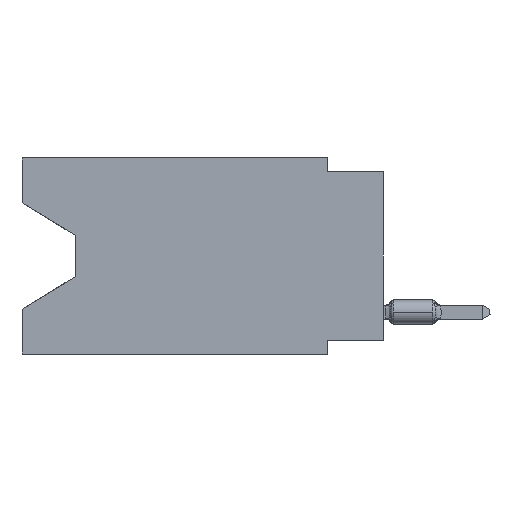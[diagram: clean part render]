
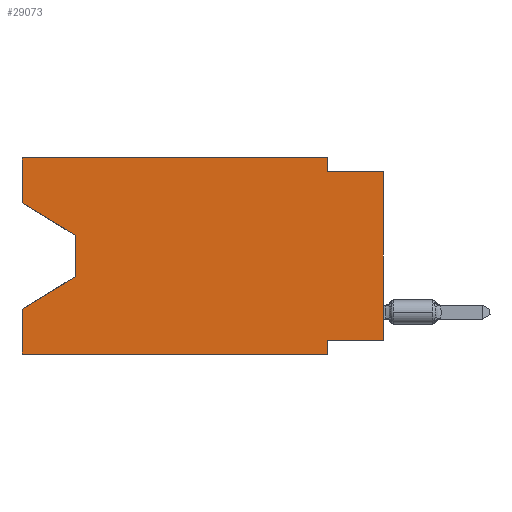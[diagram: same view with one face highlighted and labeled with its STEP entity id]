
A CAD part, left-side view. The second image highlights one B-rep face of the part: STEP entity #29073.
In plain terms, the highlighted planar face has unit normal (-1, 0, 0).
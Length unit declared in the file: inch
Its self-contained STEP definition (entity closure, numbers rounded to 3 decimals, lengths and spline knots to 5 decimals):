
#62 = EDGE_CURVE ( 'NONE', #15682, #17111, #19527, .T. ) ;
#467 = CARTESIAN_POINT ( 'NONE',  ( 0., 0.645, -0.35 ) ) ;
#585 = DIRECTION ( 'NONE',  ( 0., -1., 0. ) ) ;
#659 = CARTESIAN_POINT ( 'NONE',  ( 0., 0., -0.025 ) ) ;
#819 = ORIENTED_EDGE ( 'NONE', *, *, #23925, .F. ) ;
#999 = EDGE_CURVE ( 'NONE', #34544, #20090, #1534, .T. ) ;
#1233 = ORIENTED_EDGE ( 'NONE', *, *, #17896, .F. ) ;
#1454 = CARTESIAN_POINT ( 'NONE',  ( 0., 0.1, 0. ) ) ;
#1494 = VECTOR ( 'NONE', #17694, 39.37008 ) ;
#1534 = LINE ( 'NONE', #28034, #13655 ) ;
#1788 = EDGE_CURVE ( 'NONE', #24783, #31533, #14621, .T. ) ;
#1985 = CARTESIAN_POINT ( 'NONE',  ( 0., 0.55, -0.138 ) ) ;
#2707 = VECTOR ( 'NONE', #18959, 39.37008 ) ;
#2777 = DIRECTION ( 'NONE',  ( 0., 0., -1. ) ) ;
#2926 = EDGE_CURVE ( 'NONE', #23781, #5050, #16222, .T. ) ;
#2984 = VECTOR ( 'NONE', #12673, 39.37008 ) ;
#3118 = EDGE_CURVE ( 'NONE', #34870, #17601, #23610, .T. ) ;
#3688 = DIRECTION ( 'NONE',  ( 0., 0., 1. ) ) ;
#4709 = LINE ( 'NONE', #23564, #1494 ) ;
#4787 = ORIENTED_EDGE ( 'NONE', *, *, #9173, .F. ) ;
#5012 = PLANE ( 'NONE',  #13216 ) ;
#5050 = VERTEX_POINT ( 'NONE', #1985 ) ;
#5473 = ORIENTED_EDGE ( 'NONE', *, *, #999, .F. ) ;
#5540 = FACE_OUTER_BOUND ( 'NONE', #10821, .T. ) ;
#5752 = VECTOR ( 'NONE', #21852, 39.37008 ) ;
#5842 = VECTOR ( 'NONE', #9925, 39.37008 ) ;
#5990 = ORIENTED_EDGE ( 'NONE', *, *, #1788, .F. ) ;
#6057 = EDGE_CURVE ( 'NONE', #31533, #9142, #22986, .T. ) ;
#6083 = CARTESIAN_POINT ( 'NONE',  ( 0., 0.645, 0. ) ) ;
#6259 = LINE ( 'NONE', #6083, #14099 ) ;
#7387 = CARTESIAN_POINT ( 'NONE',  ( 0., 0.1, -0.325 ) ) ;
#7985 = VECTOR ( 'NONE', #585, 39.37008 ) ;
#8238 = CARTESIAN_POINT ( 'NONE',  ( 0., 0.645, -0.08025 ) ) ;
#9142 = VERTEX_POINT ( 'NONE', #21626 ) ;
#9173 = EDGE_CURVE ( 'NONE', #15682, #34870, #10429, .T. ) ;
#9925 = DIRECTION ( 'NONE',  ( 0., 0., -1. ) ) ;
#10102 = ORIENTED_EDGE ( 'NONE', *, *, #62, .T. ) ;
#10115 = CARTESIAN_POINT ( 'NONE',  ( 0., 0.1, 0. ) ) ;
#10429 = LINE ( 'NONE', #10961, #2707 ) ;
#10821 = EDGE_LOOP ( 'NONE', ( #19750, #21527, #30378, #5473, #18109, #18405, #4787, #10102, #1233, #16610, #5990, #819 ) ) ;
#10961 = CARTESIAN_POINT ( 'NONE',  ( 0., 0., -0.325 ) ) ;
#11315 = DIRECTION ( 'NONE',  ( 0., -1., 0. ) ) ;
#12274 = VECTOR ( 'NONE', #11315, 39.37008 ) ;
#12673 = DIRECTION ( 'NONE',  ( 0., 0., -1. ) ) ;
#13007 = CARTESIAN_POINT ( 'NONE',  ( 0., 0.645, 0. ) ) ;
#13216 = AXIS2_PLACEMENT_3D ( 'NONE', #13007, #21191, #21542 ) ;
#13655 = VECTOR ( 'NONE', #3688, 39.37008 ) ;
#14099 = VECTOR ( 'NONE', #16579, 39.37008 ) ;
#14332 = VECTOR ( 'NONE', #24423, 39.37008 ) ;
#14362 = DIRECTION ( 'NONE',  ( 0., 0., 1. ) ) ;
#14621 = LINE ( 'NONE', #16942, #7985 ) ;
#15682 = VERTEX_POINT ( 'NONE', #29278 ) ;
#16124 = LINE ( 'NONE', #467, #12274 ) ;
#16222 = LINE ( 'NONE', #8238, #14332 ) ;
#16274 = CARTESIAN_POINT ( 'NONE',  ( 0., 0.55, -0.138 ) ) ;
#16351 = CARTESIAN_POINT ( 'NONE',  ( 0., 0., -0.025 ) ) ;
#16579 = DIRECTION ( 'NONE',  ( 0., 0., 1. ) ) ;
#16610 = ORIENTED_EDGE ( 'NONE', *, *, #6057, .F. ) ;
#16942 = CARTESIAN_POINT ( 'NONE',  ( 0., 0.645, 0. ) ) ;
#17111 = VERTEX_POINT ( 'NONE', #659 ) ;
#17576 = CARTESIAN_POINT ( 'NONE',  ( 0., 0.55, -0.212 ) ) ;
#17601 = VERTEX_POINT ( 'NONE', #20694 ) ;
#17694 = DIRECTION ( 'NONE',  ( 0., 0.855, -0.519 ) ) ;
#17896 = EDGE_CURVE ( 'NONE', #9142, #17111, #32501, .T. ) ;
#18109 = ORIENTED_EDGE ( 'NONE', *, *, #33432, .T. ) ;
#18405 = ORIENTED_EDGE ( 'NONE', *, *, #3118, .F. ) ;
#18959 = DIRECTION ( 'NONE',  ( 0., 1., 0. ) ) ;
#19527 = LINE ( 'NONE', #30354, #26475 ) ;
#19750 = ORIENTED_EDGE ( 'NONE', *, *, #2926, .T. ) ;
#20090 = VERTEX_POINT ( 'NONE', #20726 ) ;
#20694 = CARTESIAN_POINT ( 'NONE',  ( 0., 0.1, -0.35 ) ) ;
#20726 = CARTESIAN_POINT ( 'NONE',  ( 0., 0.645, -0.26975 ) ) ;
#21191 = DIRECTION ( 'NONE',  ( 1., 0., 0. ) ) ;
#21527 = ORIENTED_EDGE ( 'NONE', *, *, #25898, .T. ) ;
#21542 = DIRECTION ( 'NONE',  ( 0., 0., -1. ) ) ;
#21626 = CARTESIAN_POINT ( 'NONE',  ( 0., 0.1, -0.025 ) ) ;
#21852 = DIRECTION ( 'NONE',  ( 0., -1., 0. ) ) ;
#22212 = EDGE_CURVE ( 'NONE', #32715, #20090, #4709, .T. ) ;
#22986 = LINE ( 'NONE', #1454, #2984 ) ;
#23438 = CARTESIAN_POINT ( 'NONE',  ( 0., 0.1, -0.35 ) ) ;
#23564 = CARTESIAN_POINT ( 'NONE',  ( 0., 0.55, -0.212 ) ) ;
#23610 = LINE ( 'NONE', #23438, #5842 ) ;
#23781 = VERTEX_POINT ( 'NONE', #34697 ) ;
#23782 = CARTESIAN_POINT ( 'NONE',  ( 0., 0.645, -0.35 ) ) ;
#23925 = EDGE_CURVE ( 'NONE', #23781, #24783, #6259, .T. ) ;
#24423 = DIRECTION ( 'NONE',  ( 0., -0.855, -0.519 ) ) ;
#24783 = VERTEX_POINT ( 'NONE', #32472 ) ;
#25898 = EDGE_CURVE ( 'NONE', #5050, #32715, #32264, .T. ) ;
#26475 = VECTOR ( 'NONE', #14362, 39.37008 ) ;
#27244 = VECTOR ( 'NONE', #2777, 39.37008 ) ;
#28034 = CARTESIAN_POINT ( 'NONE',  ( 0., 0.645, 0. ) ) ;
#29073 = ADVANCED_FACE ( 'NONE', ( #5540 ), #5012, .F. ) ;
#29278 = CARTESIAN_POINT ( 'NONE',  ( 0., 0., -0.325 ) ) ;
#30354 = CARTESIAN_POINT ( 'NONE',  ( 0., 0., 0. ) ) ;
#30378 = ORIENTED_EDGE ( 'NONE', *, *, #22212, .T. ) ;
#31533 = VERTEX_POINT ( 'NONE', #10115 ) ;
#32264 = LINE ( 'NONE', #16274, #27244 ) ;
#32472 = CARTESIAN_POINT ( 'NONE',  ( 0., 0.645, 0. ) ) ;
#32501 = LINE ( 'NONE', #16351, #5752 ) ;
#32715 = VERTEX_POINT ( 'NONE', #17576 ) ;
#33432 = EDGE_CURVE ( 'NONE', #34544, #17601, #16124, .T. ) ;
#34544 = VERTEX_POINT ( 'NONE', #23782 ) ;
#34697 = CARTESIAN_POINT ( 'NONE',  ( 0., 0.645, -0.08025 ) ) ;
#34870 = VERTEX_POINT ( 'NONE', #7387 ) ;
